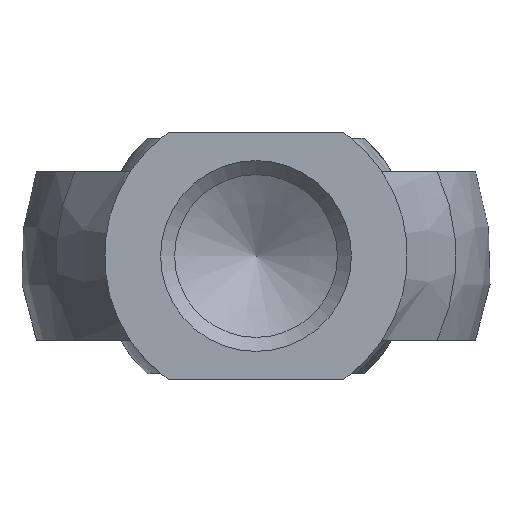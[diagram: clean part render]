
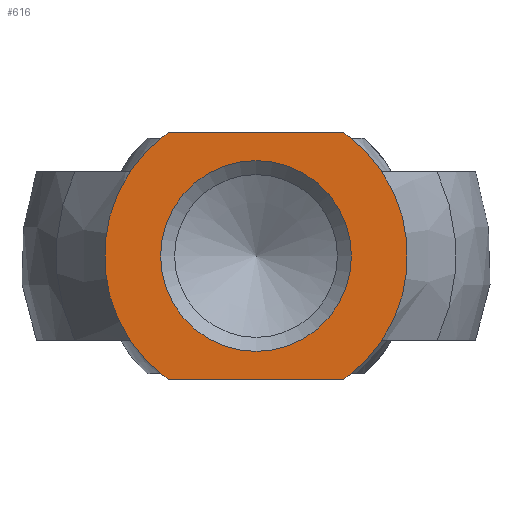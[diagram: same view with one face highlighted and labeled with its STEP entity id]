
A CAD part, front view. The second image highlights one B-rep face of the part: STEP entity #616.
In plain terms, the highlighted planar face has unit normal (0, -1, 0).
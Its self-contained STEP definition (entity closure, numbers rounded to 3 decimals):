
#170=CARTESIAN_POINT('',(-7.826,0.,11.0));
#171=VERTEX_POINT('',#170);
#180=CARTESIAN_POINT('',(7.826,0.,11.0));
#181=VERTEX_POINT('',#180);
#182=CARTESIAN_POINT('',(7.826,0.,11.0));
#183=DIRECTION('',(-1.0,0.0,0.0));
#184=VECTOR('',#183,15.652);
#185=LINE('',#182,#184);
#186=EDGE_CURVE('',#181,#171,#185,.T.);
#220=CARTESIAN_POINT('',(-7.826,0.,-11.0));
#221=VERTEX_POINT('',#220);
#244=CARTESIAN_POINT('',(7.826,0.,-11.0));
#245=VERTEX_POINT('',#244);
#252=CARTESIAN_POINT('',(-7.826,0.,-11.0));
#253=DIRECTION('',(1.0,0.0,0.0));
#254=VECTOR('',#253,15.652);
#255=LINE('',#252,#254);
#256=EDGE_CURVE('',#221,#245,#255,.T.);
#439=CARTESIAN_POINT('',(0.0,0.,0.0));
#440=DIRECTION('',(0.0,-1.0,0.0));
#441=DIRECTION('',(1.0,0.0,0.0));
#442=AXIS2_PLACEMENT_3D('',#439,#440,#441);
#443=CIRCLE('',#442,13.5);
#444=EDGE_CURVE('',#245,#181,#443,.T.);
#513=CARTESIAN_POINT('',(8.5,0.0,0.0));
#514=VERTEX_POINT('',#513);
#515=CARTESIAN_POINT('',(0.0,0.0,0.0));
#516=DIRECTION('',(0.0,-1.0,0.0));
#517=DIRECTION('',(1.0,0.0,0.0));
#518=AXIS2_PLACEMENT_3D('',#515,#516,#517);
#519=CIRCLE('',#518,8.5);
#520=EDGE_CURVE('',#514,#514,#519,.T.);
#592=CARTESIAN_POINT('',(0.0,0.,0.0));
#593=DIRECTION('',(0.0,-1.0,0.0));
#594=DIRECTION('',(1.0,0.0,0.0));
#595=AXIS2_PLACEMENT_3D('',#592,#593,#594);
#596=CIRCLE('',#595,13.5);
#597=EDGE_CURVE('',#171,#221,#596,.T.);
#602=CARTESIAN_POINT('',(11.0,0.,0.0));
#603=DIRECTION('',(0.0,-1.0,0.0));
#604=DIRECTION('',(0.0,0.0,-1.0));
#605=AXIS2_PLACEMENT_3D('',#602,#603,#604);
#606=PLANE('',#605);
#607=ORIENTED_EDGE('',*,*,#186,.T.);
#608=ORIENTED_EDGE('',*,*,#597,.T.);
#609=ORIENTED_EDGE('',*,*,#256,.T.);
#610=ORIENTED_EDGE('',*,*,#444,.T.);
#611=EDGE_LOOP('',(#607,#608,#609,#610));
#612=FACE_OUTER_BOUND('',#611,.T.);
#613=ORIENTED_EDGE('',*,*,#520,.F.);
#614=EDGE_LOOP('',(#613));
#615=FACE_BOUND('',#614,.T.);
#616=ADVANCED_FACE('',(#612,#615),#606,.T.);
